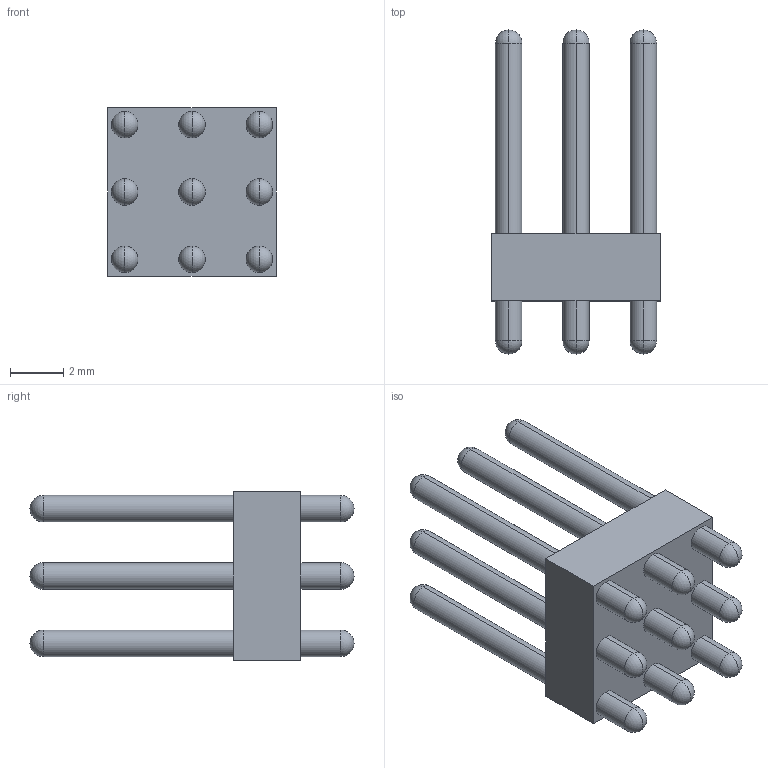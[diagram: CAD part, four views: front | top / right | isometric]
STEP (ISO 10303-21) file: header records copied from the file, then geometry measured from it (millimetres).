
FILE_DESCRIPTION (( 'STEP AP214' ), '1' );
FILE_NAME ( 'Molex_73391-008x.step', '2020-09-11T11:49:12', ( '' ), ( '' ), 'Part was generated with the free Library Expert Lite available at www.PCBLibraries.com. Removing line will violate the End User License Agreement.', '©2017 PCB Libraries, Inc.', '' );
FILE_SCHEMA (( 'AUTOMOTIVE_DESIGN' ));
Length unit declared in the file: millimetre
Products named in the file (1): Molex_73391-008x
Bounding box: 6.36 x 12.22 x 6.35 mm (x, y, z)
Volume: 168.6 mm3; surface area: 433.2 mm2
Topology: 19 solids, 19 shells, 96 faces, 228 edges, 134 vertices
Faces by surface type: sphere 36, cylinder 36, plane 24
Entity records: 2596 total; most frequent: DIRECTION 458, CARTESIAN_POINT 351, ORIENTED_EDGE 312, AXIS2_PLACEMENT_3D 205, EDGE_CURVE 156, STYLED_ITEM 116, PRESENTATION_LAYER_ASSIGNMENT 116, MECHANICAL_DESIGN_GEOMETRIC_PRESENTATION_REPRESENTATION 116
